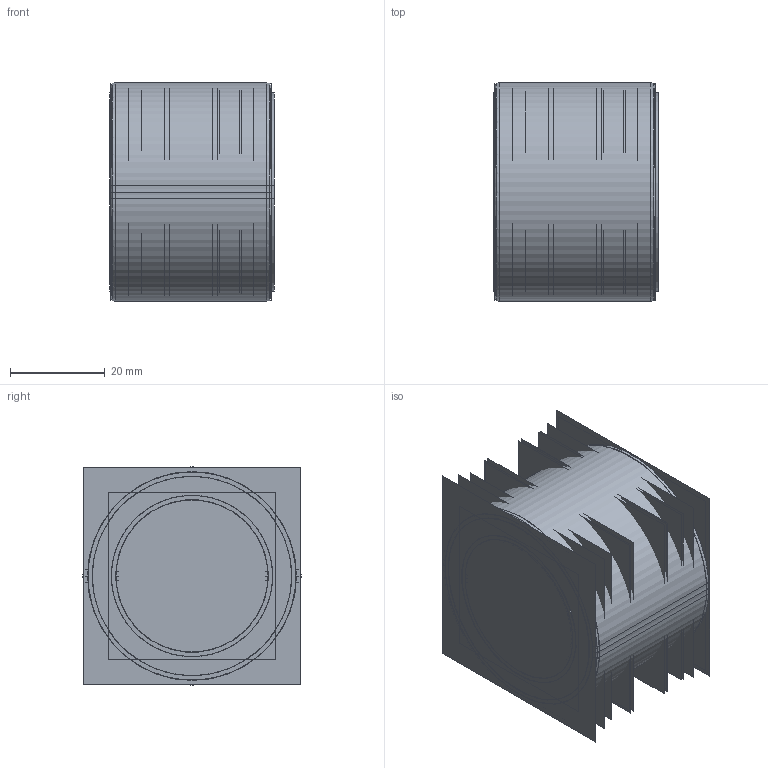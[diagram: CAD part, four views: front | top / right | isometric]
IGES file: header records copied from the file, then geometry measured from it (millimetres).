
Start section:  PTC IGES file: fpd442m.igs
Global section: file name: fpd442m.igs; native system: Creo Parametric by Parametric Technology Corporation; preprocessor: 2013150; author: sales 4; organization: Unknown; date: 20140325.144551; units: millimetre
Bounding box: 34.62 x 46 x 46 mm (x, y, z)
Volume: 25836.3 mm3; surface area: 317952 mm2
Topology: 47 solids, 47 shells, 5214 faces, 26938 edges, 33606 vertices
Faces by surface type: bspline 3252, revolution 1962
